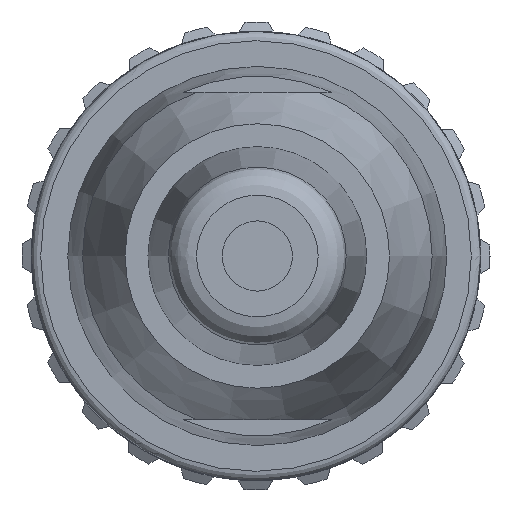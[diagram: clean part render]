
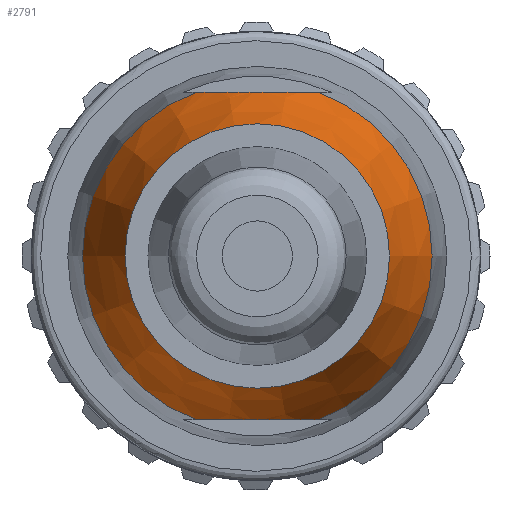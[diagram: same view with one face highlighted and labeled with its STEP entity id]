
A CAD part, left-side view. The second image highlights one B-rep face of the part: STEP entity #2791.
In plain terms, the highlighted conical face has half-angle 20 degrees and reference radius 5.651 mm.
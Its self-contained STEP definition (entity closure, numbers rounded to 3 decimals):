
#246=CONICAL_SURFACE('',#10225,5.651,20.);
#314=(
BOUNDED_CURVE()
B_SPLINE_CURVE(2,(#14746,#14747,#14748),.UNSPECIFIED.,.F.,.F.)
B_SPLINE_CURVE_WITH_KNOTS((3,3),(0.,1.),.UNSPECIFIED.)
CURVE()
GEOMETRIC_REPRESENTATION_ITEM()
RATIONAL_B_SPLINE_CURVE((1.,1.067,1.))
REPRESENTATION_ITEM('')
);
#315=(
BOUNDED_CURVE()
B_SPLINE_CURVE(2,(#14750,#14751,#14752),.UNSPECIFIED.,.F.,.F.)
B_SPLINE_CURVE_WITH_KNOTS((3,3),(0.,1.),.UNSPECIFIED.)
CURVE()
GEOMETRIC_REPRESENTATION_ITEM()
RATIONAL_B_SPLINE_CURVE((1.,1.067,1.))
REPRESENTATION_ITEM('')
);
#2791=ADVANCED_FACE('4-0-2305',(#3436,#3437),#246,.T.);
#3436=FACE_BOUND('',#3670,.T.);
#3437=FACE_BOUND('',#3671,.T.);
#3670=EDGE_LOOP('',(#4952));
#3671=EDGE_LOOP('',(#4953,#4954,#4955,#4956,#4957));
#4952=ORIENTED_EDGE('',*,*,#7979,.F.);
#4953=ORIENTED_EDGE('',*,*,#8533,.T.);
#4954=ORIENTED_EDGE('',*,*,#8531,.F.);
#4955=ORIENTED_EDGE('',*,*,#8530,.F.);
#4956=ORIENTED_EDGE('',*,*,#8534,.T.);
#4957=ORIENTED_EDGE('',*,*,#8527,.F.);
#6996=VERTEX_POINT('',#13627);
#7363=VERTEX_POINT('',#14728);
#7364=VERTEX_POINT('',#14730);
#7365=VERTEX_POINT('',#14737);
#7366=VERTEX_POINT('',#14739);
#7367=VERTEX_POINT('',#14741);
#7979=EDGE_CURVE('',#6996,#6996,#9462,.T.);
#8527=EDGE_CURVE('',#7363,#7364,#9587,.T.);
#8530=EDGE_CURVE('',#7365,#7366,#9588,.T.);
#8531=EDGE_CURVE('',#7366,#7367,#9589,.T.);
#8533=EDGE_CURVE('',#7363,#7367,#314,.T.);
#8534=EDGE_CURVE('',#7365,#7364,#315,.T.);
#9462=CIRCLE('',#9910,5.651);
#9587=CIRCLE('',#10220,7.471);
#9588=CIRCLE('',#10221,7.471);
#9589=CIRCLE('',#10222,7.471);
#9910=AXIS2_PLACEMENT_3D('',#13626,#10880,#10881);
#10220=AXIS2_PLACEMENT_3D('',#14729,#11922,#11923);
#10221=AXIS2_PLACEMENT_3D('',#14738,#11924,#11925);
#10222=AXIS2_PLACEMENT_3D('',#14740,#11926,#11927);
#10225=AXIS2_PLACEMENT_3D('',#14753,#11932,#11933);
#10880=DIRECTION('',(-1.,0.,0.));
#10881=DIRECTION('',(0.,-1.,0.));
#11922=DIRECTION('',(1.,0.,0.));
#11923=DIRECTION('',(0.,0.349,-0.937));
#11924=DIRECTION('',(1.,0.,0.));
#11925=DIRECTION('',(0.,-0.349,0.937));
#11926=DIRECTION('',(1.,0.,0.));
#11927=DIRECTION('',(0.,-1.,0.));
#11932=DIRECTION('',(1.,0.,0.));
#11933=DIRECTION('',(0.,-1.,0.));
#13626=CARTESIAN_POINT('',(-36.1,0.,0.));
#13627=CARTESIAN_POINT('',(-36.1,-5.651,0.));
#14728=CARTESIAN_POINT('',(-31.1,2.61,-7.));
#14729=CARTESIAN_POINT('',(-31.1,0.,0.));
#14730=CARTESIAN_POINT('',(-31.1,2.61,7.));
#14737=CARTESIAN_POINT('',(-31.1,-2.61,7.));
#14738=CARTESIAN_POINT('',(-31.1,0.,0.));
#14739=CARTESIAN_POINT('',(-31.1,-7.471,0.));
#14740=CARTESIAN_POINT('',(-31.1,0.,0.));
#14741=CARTESIAN_POINT('',(-31.1,-2.61,-7.));
#14746=CARTESIAN_POINT('',(-31.1,2.61,-7.));
#14747=CARTESIAN_POINT('',(-33.605,0.,-7.));
#14748=CARTESIAN_POINT('',(-31.1,-2.61,-7.));
#14750=CARTESIAN_POINT('',(-31.1,-2.61,7.));
#14751=CARTESIAN_POINT('',(-33.605,0.,7.));
#14752=CARTESIAN_POINT('',(-31.1,2.61,7.));
#14753=CARTESIAN_POINT('',(-36.1,0.,0.));
